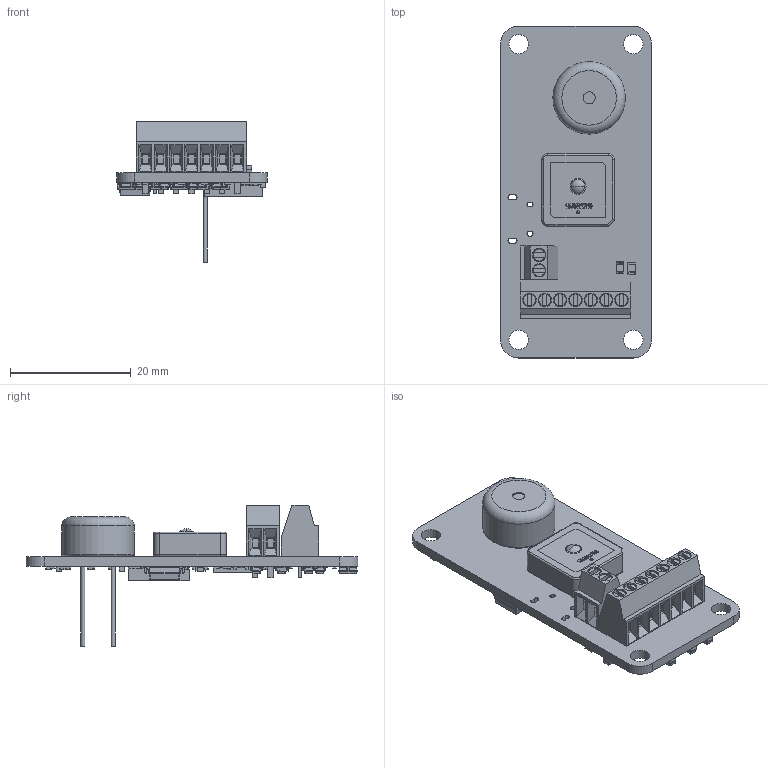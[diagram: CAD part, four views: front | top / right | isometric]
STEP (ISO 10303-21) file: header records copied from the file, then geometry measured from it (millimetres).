
FILE_DESCRIPTION(('KiCad electronic assembly'),'2;1');
FILE_NAME('Lyrav3.step','2024-04-04T13:58:05',('Pcbnew'),('Kicad'), 'Open CASCADE STEP processor 7.7','KiCad to STEP converter','Unknown' );
FILE_SCHEMA(('AUTOMOTIVE_DESIGN { 1 0 10303 214 1 1 1 1 }'));
Length unit declared in the file: millimetre
Products named in the file (32): Lyrav3 1; Buzzer_TDK_PS1240P02BT; TerminalBlock_Phoenix_MPT-0,5-7-2.54_1x07_P2.54mm_Horizontal; TerminalBlock_Phoenix_MPT_05_7_254_1x07_P254mm_Horizontal; APAE1575R1240ABDD1-T--3DModel-STEP-400430; APAE1575R1240ABDD1-T; TerminalBlock_Phoenix_MPT-0,5-2-2.54_1x02_P2.54mm_Horizontal; TerminalBlock_Phoenix_MPT_05_2_254_1x02_P254mm_Horizontal; LED_0805_2012Metric; C_0402_1005Metric; R_0402_1005Metric; SOT-23; SOT_23; SOIC-8_5.275x5.275mm_P1.27mm; SOIC_8_5275x5275mm_P127mm; D_SOD-323F; D_SOD_323F; QFN-56-1EP_7x7mm_P0.4mm_EP3.2x3.2mm; QFN_56_1EP_7x7mm_P04mm_EP32x32mm; C_0603_1608Metric; L_0402_1005Metric; DFN-6_L1.5-W1.0-H0.7-P0.50; TESEO-LIV3F; ASSEMBLY; lyrav3r1_PCB
Assembly tree (90 placements, depth 3):
  Lyrav3 1
    Buzzer_TDK_PS1240P02BT
      Buzzer_TDK_PS1240P02BT
    TerminalBlock_Phoenix_MPT-0,5-7-2.54_1x07_P2.54mm_Horizontal
      TerminalBlock_Phoenix_MPT_05_7_254_1x07_P254mm_Horizontal
    APAE1575R1240ABDD1-T--3DModel-STEP-400430
      APAE1575R1240ABDD1-T
    TerminalBlock_Phoenix_MPT-0,5-2-2.54_1x02_P2.54mm_Horizontal
      TerminalBlock_Phoenix_MPT_05_2_254_1x02_P254mm_Horizontal
    LED_0805_2012Metric  x2
      LED_0805_2012Metric
    C_0402_1005Metric  x29
      C_0402_1005Metric
    R_0402_1005Metric  x18
      R_0402_1005Metric
    SOT-23  x10
      SOT_23
    SOIC-8_5.275x5.275mm_P1.27mm
      SOIC_8_5275x5275mm_P127mm
    D_SOD-323F
      D_SOD_323F
    QFN-56-1EP_7x7mm_P0.4mm_EP3.2x3.2mm
      QFN_56_1EP_7x7mm_P04mm_EP32x32mm
    C_0603_1608Metric  x4
      C_0603_1608Metric
    L_0402_1005Metric  x2
      L_0402_1005Metric
    DFN-6_L1.5-W1.0-H0.7-P0.50
      DFN-6_L1.5-W1.0-H0.7-P0.50
    TESEO-LIV3F
      ASSEMBLY
    lyrav3r1_PCB
Bounding box: 25 x 55 x 23.5 mm (x, y, z)
Volume: 4691 mm3; surface area: 7067.9 mm2
Topology: 100 solids, 100 shells, 3909 faces, 9962 edges, 6421 vertices
Faces by surface type: plane 2558, cylinder 811, bspline 526, torus 12, sphere 2
Full cylindrical faces by diameter (mm): 0.4 x1, 0.6 x1, 0.65 x2, 0.9 x1, 1 x2, 1.1 x11, 1.212 x1, 2 x10, 2.2 x9, 3.2 x4, 12 x1
Entity records: 70049 total; most frequent: CARTESIAN_POINT 16387, ORIENTED_EDGE 9498, DIRECTION 8037, EDGE_CURVE 4749, LINE 3799, VECTOR 3799, VERTEX_POINT 3097, AXIS2_PLACEMENT_3D 2119
